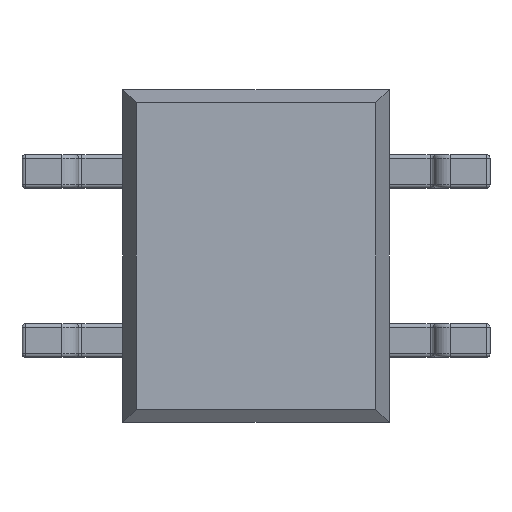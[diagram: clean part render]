
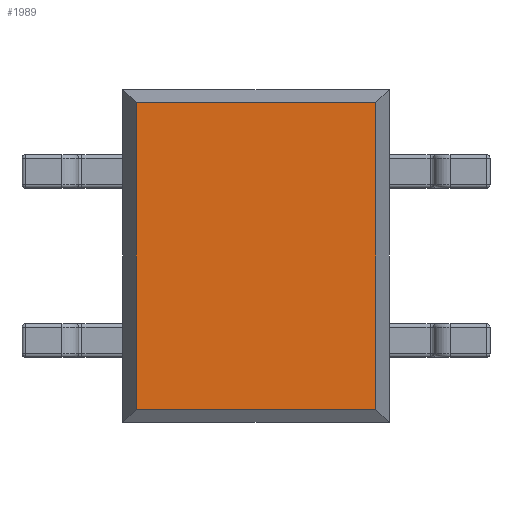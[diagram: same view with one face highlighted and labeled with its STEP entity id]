
A CAD part, front view. The second image highlights one B-rep face of the part: STEP entity #1989.
In plain terms, the highlighted planar face has unit normal (0, -1, 0).
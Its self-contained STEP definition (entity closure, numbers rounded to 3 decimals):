
#43 = LINE ( 'NONE', #2168, #3034 ) ;
#159 = ORIENTED_EDGE ( 'NONE', *, *, #3221, .T. ) ;
#183 = VERTEX_POINT ( 'NONE', #873 ) ;
#288 = VERTEX_POINT ( 'NONE', #3386 ) ;
#641 = CARTESIAN_POINT ( 'NONE',  ( 4., 0., -4.8 ) ) ;
#646 = EDGE_CURVE ( 'NONE', #183, #3189, #654, .T. ) ;
#654 = LINE ( 'NONE', #883, #1215 ) ;
#786 = VECTOR ( 'NONE', #994, 1000. ) ;
#822 = DIRECTION ( 'NONE',  ( 0., -1., 0. ) ) ;
#873 = CARTESIAN_POINT ( 'NONE',  ( 3.8, 0., -0.2 ) ) ;
#883 = CARTESIAN_POINT ( 'NONE',  ( 0., 0., -0.2 ) ) ;
#949 = AXIS2_PLACEMENT_3D ( 'NONE', #3164, #822, #2408 ) ;
#978 = LINE ( 'NONE', #2612, #786 ) ;
#994 = DIRECTION ( 'NONE',  ( 0., 0., 1. ) ) ;
#1215 = VECTOR ( 'NONE', #2436, 1000. ) ;
#1377 = CARTESIAN_POINT ( 'NONE',  ( 3.8, 0., -4.8 ) ) ;
#1615 = ORIENTED_EDGE ( 'NONE', *, *, #2015, .T. ) ;
#1687 = LINE ( 'NONE', #641, #3037 ) ;
#1729 = ORIENTED_EDGE ( 'NONE', *, *, #1805, .T. ) ;
#1805 = EDGE_CURVE ( 'NONE', #2746, #183, #978, .T. ) ;
#1989 = ADVANCED_FACE ( 'NONE', ( #2131 ), #2914, .T. ) ;
#2015 = EDGE_CURVE ( 'NONE', #3189, #288, #43, .T. ) ;
#2131 = FACE_OUTER_BOUND ( 'NONE', #3379, .T. ) ;
#2168 = CARTESIAN_POINT ( 'NONE',  ( 0.2, 0., -5. ) ) ;
#2408 = DIRECTION ( 'NONE',  ( 0., 0., -1. ) ) ;
#2425 = DIRECTION ( 'NONE',  ( 0., 0., -1. ) ) ;
#2436 = DIRECTION ( 'NONE',  ( -1., 0., 0. ) ) ;
#2612 = CARTESIAN_POINT ( 'NONE',  ( 3.8, 0., 0. ) ) ;
#2678 = DIRECTION ( 'NONE',  ( 1., 0., 0. ) ) ;
#2746 = VERTEX_POINT ( 'NONE', #1377 ) ;
#2909 = CARTESIAN_POINT ( 'NONE',  ( 0.2, 0., -0.2 ) ) ;
#2914 = PLANE ( 'NONE',  #949 ) ;
#3034 = VECTOR ( 'NONE', #2425, 1000. ) ;
#3037 = VECTOR ( 'NONE', #2678, 1000. ) ;
#3055 = ORIENTED_EDGE ( 'NONE', *, *, #646, .T. ) ;
#3164 = CARTESIAN_POINT ( 'NONE',  ( 0., 0., 0. ) ) ;
#3189 = VERTEX_POINT ( 'NONE', #2909 ) ;
#3221 = EDGE_CURVE ( 'NONE', #288, #2746, #1687, .T. ) ;
#3379 = EDGE_LOOP ( 'NONE', ( #1615, #159, #1729, #3055 ) ) ;
#3386 = CARTESIAN_POINT ( 'NONE',  ( 0.2, 0., -4.8 ) ) ;
